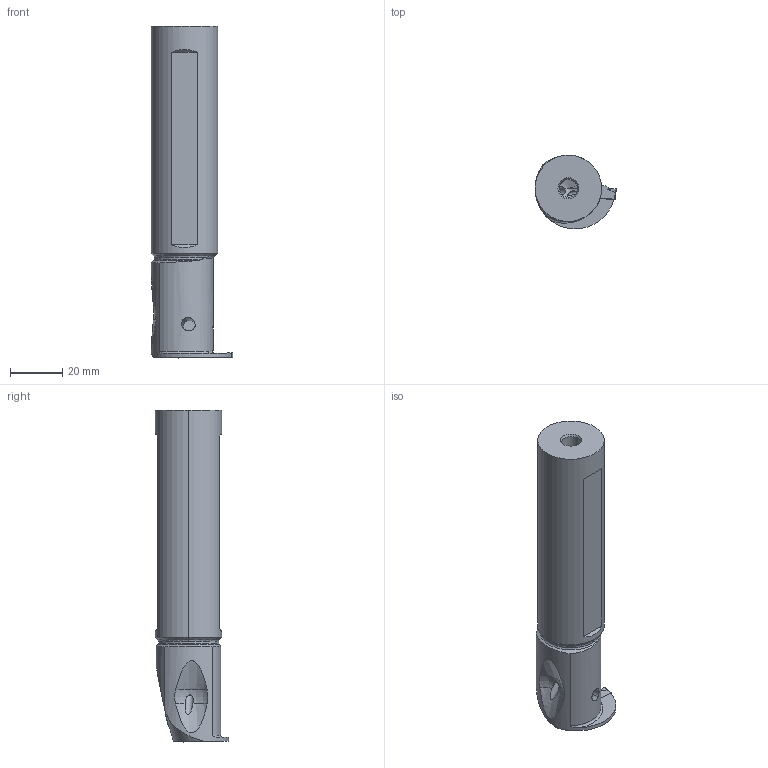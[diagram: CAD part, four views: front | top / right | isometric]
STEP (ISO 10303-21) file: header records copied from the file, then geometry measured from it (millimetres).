
FILE_DESCRIPTION(/* description */ (''),/* implementation_level */ '2;1');
FILE_NAME(/* name */ 'GYALUS16K90B-D06_CW0_079_IR0_01.stp',/* time_stamp */ '2023-02-27T12:27:48+09:00',/* author */ (''),/* organization */ (''),/* preprocessor_version */ 'ST-DEVELOPER v16',/* originating_system */ 'SIEMENS PLM Software NX 10.0',/* authorisation */ '');
FILE_SCHEMA (('AUTOMOTIVE_DESIGN { 1 0 10303 214 3 1 1 1 }'));
Length unit declared in the file: millimetre
Products named in the file (1): GYALUS16K90B-D06_CW0_079_IR0_01_ASM
Bounding box: 31.25 x 28.04 x 127 mm (x, y, z)
Volume: 55404.7 mm3; surface area: 14278.7 mm2
Topology: 2 solids, 2 shells, 129 faces, 409 edges, 313 vertices
Faces by surface type: cylinder 51, plane 43, cone 12, torus 8, bspline 7, extrusion 6, sphere 2
Entity records: 6178 total; most frequent: CARTESIAN_POINT 2573, ORIENTED_EDGE 754, DIRECTION 660, EDGE_CURVE 377, VERTEX_POINT 256, AXIS2_PLACEMENT_3D 249, VECTOR 162, LINE 156
